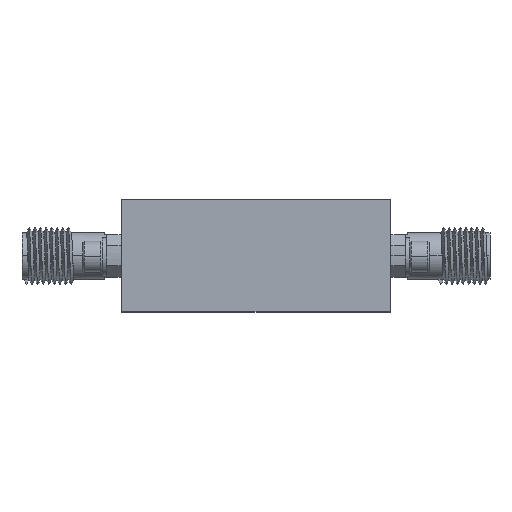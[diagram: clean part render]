
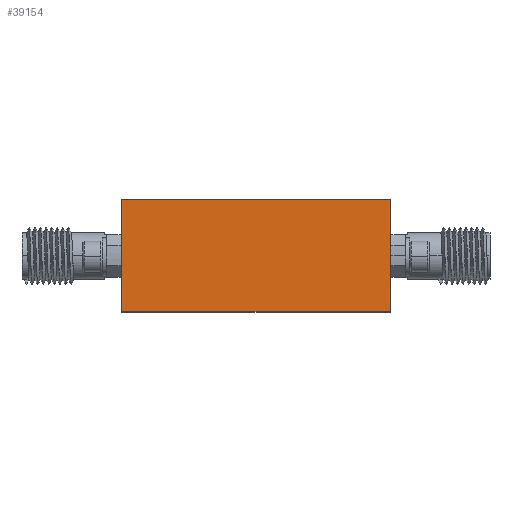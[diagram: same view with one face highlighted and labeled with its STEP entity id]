
A CAD part, top view. The second image highlights one B-rep face of the part: STEP entity #39154.
In plain terms, the highlighted planar face has unit normal (0, 0, 1).
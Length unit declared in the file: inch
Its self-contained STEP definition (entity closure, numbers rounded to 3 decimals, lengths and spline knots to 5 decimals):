
#856 = DIRECTION ( 'NONE',  ( 1., 0., 0. ) ) ;
#2068 = EDGE_CURVE ( 'Defeatured_1_12+Defeatured_1_10+Defeatured_1_8+Defeatured_1_9', #21557, #34020, #26359, .T. ) ;
#2405 = VECTOR ( 'NONE', #856, 39.37008 ) ;
#9460 = VECTOR ( 'NONE', #59752, 39.37008 ) ;
#11157 = DIRECTION ( 'NONE',  ( 0., -1., 0. ) ) ;
#12992 = VERTEX_POINT ( 'NONE', #50375 ) ;
#14434 = ORIENTED_EDGE ( 'NONE', *, *, #59340, .T. ) ;
#18319 = AXIS2_PLACEMENT_3D ( 'NONE', #43325, #63557, #59085 ) ;
#18771 = ORIENTED_EDGE ( 'NONE', *, *, #2068, .F. ) ;
#19759 = ORIENTED_EDGE ( 'NONE', *, *, #29994, .F. ) ;
#21557 = VERTEX_POINT ( 'NONE', #34936 ) ;
#26359 = LINE ( 'NONE', #43553, #62976 ) ;
#29994 = EDGE_CURVE ( 'Defeatured_1_9+Defeatured_1_10+Defeatured_1_12+Defeatured_1_13', #34020, #12992, #52482, .T. ) ;
#30353 = LINE ( 'NONE', #56127, #2405 ) ;
#30708 = CARTESIAN_POINT ( 'NONE',  ( -0.6, 0., 0.6 ) ) ;
#31663 = CARTESIAN_POINT ( 'NONE',  ( -0.6, 0.5, 0.6 ) ) ;
#33238 = PLANE ( 'NONE',  #18319 ) ;
#34020 = VERTEX_POINT ( 'NONE', #48646 ) ;
#34936 = CARTESIAN_POINT ( 'NONE',  ( -0.6, 0.5, 0.6 ) ) ;
#36893 = EDGE_CURVE ( 'Defeatured_1_10+Defeatured_1_13+Defeatured_1_8+Defeatured_1_9', #53771, #12992, #30353, .T. ) ;
#39154 = ADVANCED_FACE ( 'Defeatured_1_10', ( #54061 ), #33238, .F. ) ;
#41511 = VECTOR ( 'NONE', #11157, 39.37008 ) ;
#43325 = CARTESIAN_POINT ( 'NONE',  ( 0.6, 0.5, 0.6 ) ) ;
#43336 = DIRECTION ( 'NONE',  ( 1., 0., 0. ) ) ;
#43553 = CARTESIAN_POINT ( 'NONE',  ( 0.6, 0.5, 0.6 ) ) ;
#48646 = CARTESIAN_POINT ( 'NONE',  ( 0.6, 0.5, 0.6 ) ) ;
#50375 = CARTESIAN_POINT ( 'NONE',  ( 0.6, 0., 0.6 ) ) ;
#52482 = LINE ( 'NONE', #65312, #9460 ) ;
#53771 = VERTEX_POINT ( 'NONE', #30708 ) ;
#54061 = FACE_OUTER_BOUND ( 'NONE', #54851, .T. ) ;
#54851 = EDGE_LOOP ( 'NONE', ( #55218, #19759, #18771, #14434 ) ) ;
#55036 = LINE ( 'NONE', #31663, #41511 ) ;
#55218 = ORIENTED_EDGE ( 'NONE', *, *, #36893, .T. ) ;
#56127 = CARTESIAN_POINT ( 'NONE',  ( 0.6, 0., 0.6 ) ) ;
#59085 = DIRECTION ( 'NONE',  ( -1., 0., 0. ) ) ;
#59340 = EDGE_CURVE ( 'Defeatured_1_10+Defeatured_1_8+Defeatured_1_12+Defeatured_1_13', #21557, #53771, #55036, .T. ) ;
#59752 = DIRECTION ( 'NONE',  ( 0., -1., 0. ) ) ;
#62976 = VECTOR ( 'NONE', #43336, 39.37008 ) ;
#63557 = DIRECTION ( 'NONE',  ( 0., 0., -1. ) ) ;
#65312 = CARTESIAN_POINT ( 'NONE',  ( 0.6, 0.5, 0.6 ) ) ;
